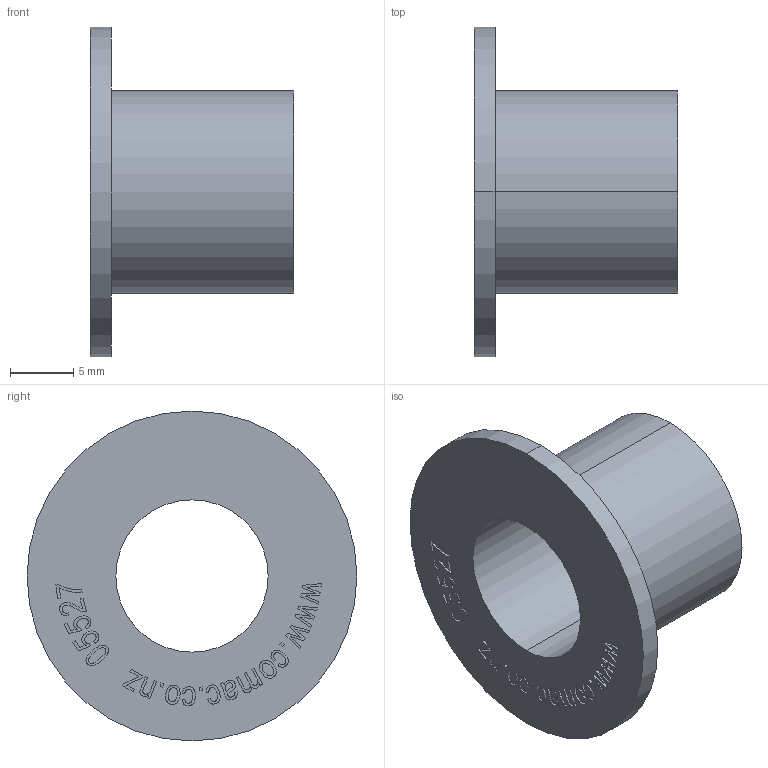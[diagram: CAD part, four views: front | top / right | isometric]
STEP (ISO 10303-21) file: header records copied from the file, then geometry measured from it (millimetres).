
FILE_DESCRIPTION (( 'STEP AP214' ), '1' );
FILE_NAME ('05527-Shouldered Bush Nylon Charcoal 12mm x 16mm.STEP', '2018-12-04T19:20:29', ( '' ), ( '' ), 'SwSTEP 2.0', 'SolidWorks 2018', '' );
FILE_SCHEMA (( 'AUTOMOTIVE_DESIGN' ));
Length unit declared in the file: millimetre
Products named in the file (2): 05527-Shouldered Bush Nylon Charcoal 12mm x 16mm
Bounding box: 16 x 26 x 26 mm (x, y, z)
Volume: 1938.3 mm3; surface area: 2330.4 mm2
Topology: 1 solids, 1 shells, 267 faces, 720 edges, 480 vertices
Faces by surface type: plane 157, bspline 104, cylinder 6
Entity records: 14195 total; most frequent: CARTESIAN_POINT 8133, ORIENTED_EDGE 1440, DIRECTION 854, EDGE_CURVE 720, LINE 500, VECTOR 500, VERTEX_POINT 480, EDGE_LOOP 294
